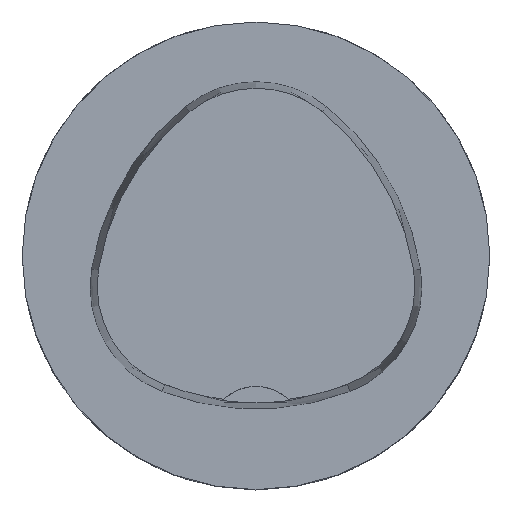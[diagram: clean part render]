
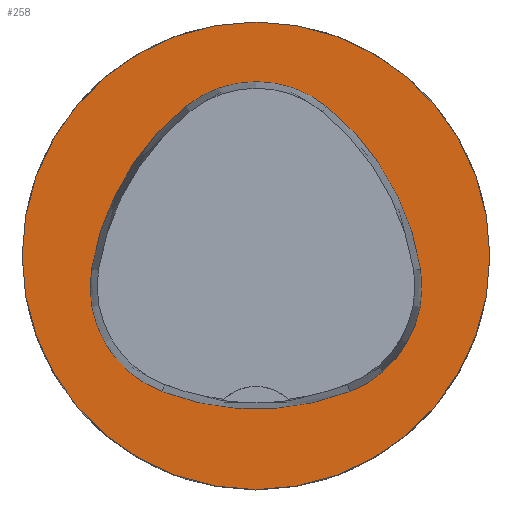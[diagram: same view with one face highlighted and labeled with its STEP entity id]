
A CAD part, top view. The second image highlights one B-rep face of the part: STEP entity #258.
In plain terms, the highlighted planar face has unit normal (0, 0, 1).
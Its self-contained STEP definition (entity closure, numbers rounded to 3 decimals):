
#122=FACE_BOUND('',#345,.T.);
#123=FACE_BOUND('',#346,.T.);
#258=ADVANCED_FACE('',(#122,#123),#296,.T.);
#296=PLANE('',#746);
#345=EDGE_LOOP('',(#460,#461,#462,#463,#464,#465));
#346=EDGE_LOOP('',(#466));
#460=ORIENTED_EDGE('',*,*,#622,.T.);
#461=ORIENTED_EDGE('',*,*,#620,.T.);
#462=ORIENTED_EDGE('',*,*,#618,.T.);
#463=ORIENTED_EDGE('',*,*,#616,.T.);
#464=ORIENTED_EDGE('',*,*,#614,.T.);
#465=ORIENTED_EDGE('',*,*,#612,.T.);
#466=ORIENTED_EDGE('',*,*,#635,.F.);
#554=VERTEX_POINT('',#1043);
#555=VERTEX_POINT('',#1045);
#556=VERTEX_POINT('',#1049);
#557=VERTEX_POINT('',#1053);
#558=VERTEX_POINT('',#1057);
#559=VERTEX_POINT('',#1061);
#568=VERTEX_POINT('',#1093);
#612=EDGE_CURVE('',#555,#554,#680,.T.);
#614=EDGE_CURVE('',#556,#555,#681,.T.);
#616=EDGE_CURVE('',#557,#556,#682,.T.);
#618=EDGE_CURVE('',#558,#557,#683,.T.);
#620=EDGE_CURVE('',#559,#558,#684,.T.);
#622=EDGE_CURVE('',#554,#559,#685,.T.);
#635=EDGE_CURVE('',#568,#568,#686,.T.);
#680=CIRCLE('',#723,28.);
#681=CIRCLE('',#725,12.);
#682=CIRCLE('',#727,28.);
#683=CIRCLE('',#729,12.);
#684=CIRCLE('',#731,28.);
#685=CIRCLE('',#733,12.);
#686=CIRCLE('',#745,25.);
#723=AXIS2_PLACEMENT_3D('',#1044,#831,#832);
#725=AXIS2_PLACEMENT_3D('',#1048,#836,#837);
#727=AXIS2_PLACEMENT_3D('',#1052,#841,#842);
#729=AXIS2_PLACEMENT_3D('',#1056,#846,#847);
#731=AXIS2_PLACEMENT_3D('',#1060,#851,#852);
#733=AXIS2_PLACEMENT_3D('',#1064,#856,#857);
#745=AXIS2_PLACEMENT_3D('',#1092,#888,#889);
#746=AXIS2_PLACEMENT_3D('',#1094,#890,#891);
#831=DIRECTION('',(0.,0.,-1.));
#832=DIRECTION('',(-1.,0.,0.));
#836=DIRECTION('',(0.,0.,-1.));
#837=DIRECTION('',(-1.,0.,0.));
#841=DIRECTION('',(0.,0.,-1.));
#842=DIRECTION('',(-1.,0.,0.));
#846=DIRECTION('',(0.,0.,-1.));
#847=DIRECTION('',(-1.,0.,0.));
#851=DIRECTION('',(0.,0.,-1.));
#852=DIRECTION('',(-1.,0.,0.));
#856=DIRECTION('',(0.,0.,-1.));
#857=DIRECTION('',(-1.,0.,0.));
#888=DIRECTION('',(0.,0.,-1.));
#889=DIRECTION('',(-1.,0.,0.));
#890=DIRECTION('',(0.,0.,1.));
#891=DIRECTION('',(1.,0.,0.));
#1043=CARTESIAN_POINT('',(-10.025,-14.516,0.));
#1044=CARTESIAN_POINT('',(-0.01,11.631,0.));
#1045=CARTESIAN_POINT('',(10.05,-14.499,0.));
#1048=CARTESIAN_POINT('',(5.739,-3.3,0.));
#1049=CARTESIAN_POINT('',(17.59,-1.418,0.));
#1052=CARTESIAN_POINT('',(-10.063,-5.81,0.));
#1053=CARTESIAN_POINT('',(7.567,15.942,0.));
#1056=CARTESIAN_POINT('',(0.011,6.62,0.));
#1057=CARTESIAN_POINT('',(-7.531,15.953,0.));
#1060=CARTESIAN_POINT('',(10.068,-5.824,0.));
#1061=CARTESIAN_POINT('',(-17.584,-1.424,0.));
#1064=CARTESIAN_POINT('',(-5.733,-3.31,0.));
#1092=CARTESIAN_POINT('',(0.,0.,0.));
#1093=CARTESIAN_POINT('',(-25.,0.,0.));
#1094=CARTESIAN_POINT('',(0.,0.,0.));
